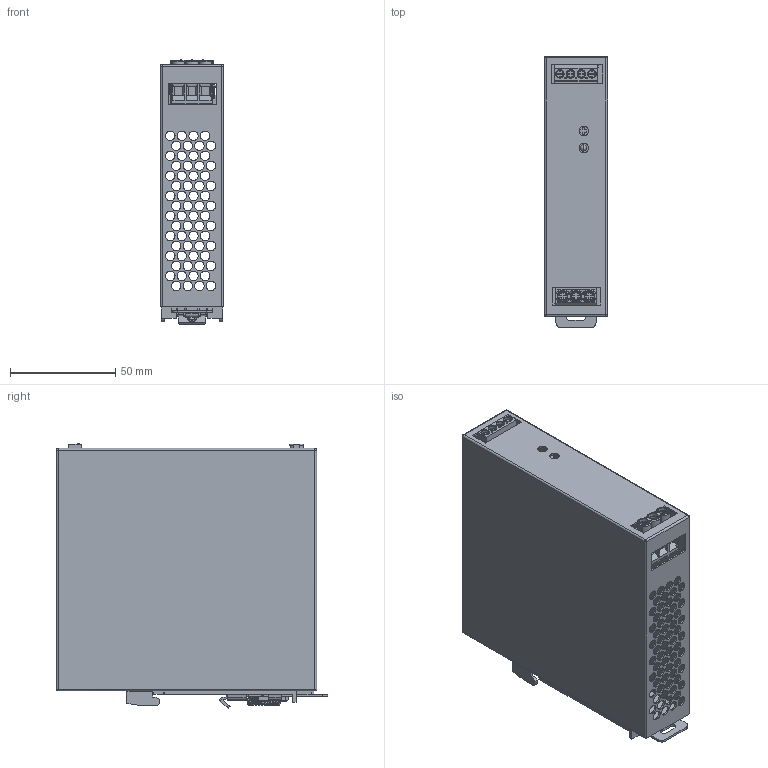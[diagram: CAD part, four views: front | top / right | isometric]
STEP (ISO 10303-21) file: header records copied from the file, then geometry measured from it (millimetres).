
FILE_DESCRIPTION (( 'STEP AP214' ), '1' );
FILE_NAME ('PSA-48-120.STEP', '2024-03-19T18:15:51', ( '' ), ( '' ), 'SwSTEP 2.0', 'SolidWorks 2023', '' );
FILE_SCHEMA (( 'AUTOMOTIVE_DESIGN' ));
Length unit declared in the file: inch
Products named in the file (1): PSA-48-120
Bounding box: 30 x 128.8 x 125.69 mm (x, y, z)
Volume: 42365.5 mm3; surface area: 88716.1 mm2
Topology: 5 solids, 5 shells, 1022 faces, 2814 edges, 1821 vertices
Faces by surface type: plane 619, cylinder 334, bspline 24, cone 20, torus 20, sphere 5
Full cylindrical faces by diameter (mm): 0.59 x3, 1 x2, 2 x1, 2.9 x1, 3 x3, 3.5 x2, 3.82 x1, 3.821 x3, 3.85 x4, 3.95 x4, 4.05 x8, 4.5 x133, 4.65 x3, 4.67 x3, 4.9 x6, 5 x1
Entity records: 36901 total; most frequent: CARTESIAN_POINT 11396, ORIENTED_EDGE 5104, DIRECTION 4972, EDGE_CURVE 2552, VERTEX_POINT 1780, AXIS2_PLACEMENT_3D 1658, VECTOR 1656, LINE 1656
